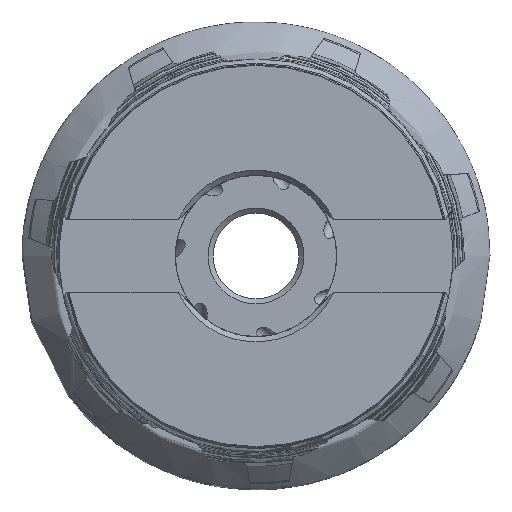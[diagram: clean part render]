
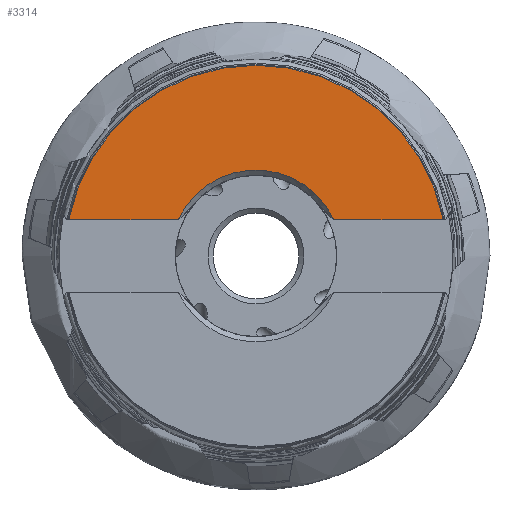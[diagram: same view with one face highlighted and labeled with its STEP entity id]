
A CAD part, left-side view. The second image highlights one B-rep face of the part: STEP entity #3314.
In plain terms, the highlighted planar face has unit normal (-1, 0, 0).
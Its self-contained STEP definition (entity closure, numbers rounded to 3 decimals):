
#318 = FACE_OUTER_BOUND ( 'NONE', #4553, .T. ) ;
#439 = EDGE_CURVE ( 'NONE', #6653, #13765, #9228, .T. ) ;
#508 = LINE ( 'NONE', #1919, #6226 ) ;
#1025 = DIRECTION ( 'NONE',  ( 0., 0., -1. ) ) ;
#1919 = CARTESIAN_POINT ( 'NONE',  ( -48.5, 37.79, 7.2 ) ) ;
#2281 = AXIS2_PLACEMENT_3D ( 'NONE', #5726, #4504, #1025 ) ;
#2739 = LINE ( 'NONE', #12349, #14554 ) ;
#3314 = ADVANCED_FACE ( 'NONE', ( #318 ), #3730, .T. ) ;
#3455 = ORIENTED_EDGE ( 'NONE', *, *, #5341, .T. ) ;
#3730 = PLANE ( 'NONE',  #10564 ) ;
#3747 = VERTEX_POINT ( 'NONE', #8015 ) ;
#4504 = DIRECTION ( 'NONE',  ( 1., 0., 0. ) ) ;
#4538 = DIRECTION ( 'NONE',  ( 1., 0., 0. ) ) ;
#4553 = EDGE_LOOP ( 'NONE', ( #10873, #5163, #5910, #3455 ) ) ;
#4871 = DIRECTION ( 'NONE',  ( -1., 0., 0. ) ) ;
#5009 = AXIS2_PLACEMENT_3D ( 'NONE', #11415, #4538, #12543 ) ;
#5163 = ORIENTED_EDGE ( 'NONE', *, *, #439, .F. ) ;
#5185 = CARTESIAN_POINT ( 'NONE',  ( -48.5, 15.428, 7.2 ) ) ;
#5224 = EDGE_CURVE ( 'NONE', #13765, #3747, #508, .T. ) ;
#5230 = CARTESIAN_POINT ( 'NONE',  ( -48.5, -37.098, 7.2 ) ) ;
#5341 = EDGE_CURVE ( 'NONE', #10017, #3747, #14641, .T. ) ;
#5507 = DIRECTION ( 'NONE',  ( 0., 1., 0. ) ) ;
#5726 = CARTESIAN_POINT ( 'NONE',  ( -48.5, 0., 0. ) ) ;
#5910 = ORIENTED_EDGE ( 'NONE', *, *, #11577, .F. ) ;
#6226 = VECTOR ( 'NONE', #11088, 1000. ) ;
#6653 = VERTEX_POINT ( 'NONE', #9127 ) ;
#8015 = CARTESIAN_POINT ( 'NONE',  ( -48.5, -15.428, 7.2 ) ) ;
#9127 = CARTESIAN_POINT ( 'NONE',  ( -48.5, 37.098, 7.2 ) ) ;
#9228 = CIRCLE ( 'NONE', #2281, 37.79 ) ;
#10017 = VERTEX_POINT ( 'NONE', #5185 ) ;
#10564 = AXIS2_PLACEMENT_3D ( 'NONE', #10586, #4871, #12886 ) ;
#10586 = CARTESIAN_POINT ( 'NONE',  ( -48.5, 37.79, 0. ) ) ;
#10873 = ORIENTED_EDGE ( 'NONE', *, *, #5224, .F. ) ;
#11088 = DIRECTION ( 'NONE',  ( 0., 1., 0. ) ) ;
#11415 = CARTESIAN_POINT ( 'NONE',  ( -48.5, 0., 0. ) ) ;
#11577 = EDGE_CURVE ( 'NONE', #10017, #6653, #2739, .T. ) ;
#12349 = CARTESIAN_POINT ( 'NONE',  ( -48.5, 37.79, 7.2 ) ) ;
#12543 = DIRECTION ( 'NONE',  ( 0., 1., 0. ) ) ;
#12886 = DIRECTION ( 'NONE',  ( 0., 0., 1. ) ) ;
#13765 = VERTEX_POINT ( 'NONE', #5230 ) ;
#14554 = VECTOR ( 'NONE', #5507, 1000. ) ;
#14641 = CIRCLE ( 'NONE', #5009, 17.025 ) ;
